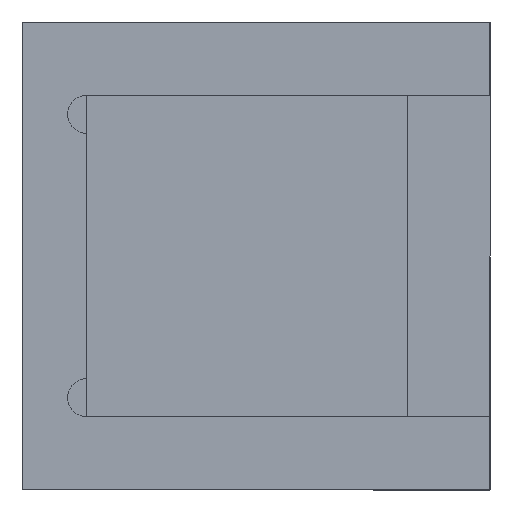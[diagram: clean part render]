
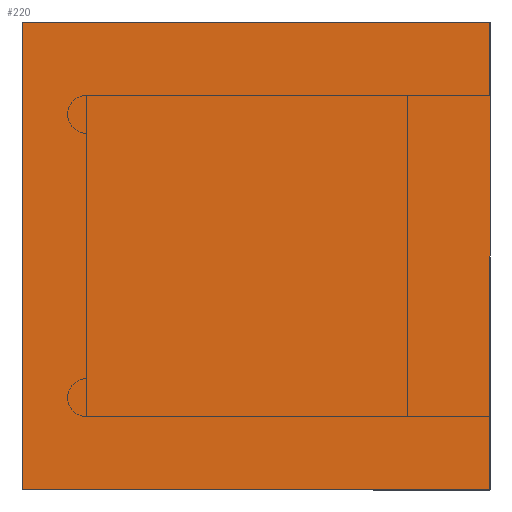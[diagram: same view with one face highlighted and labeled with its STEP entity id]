
A CAD part, left-side view. The second image highlights one B-rep face of the part: STEP entity #220.
In plain terms, the highlighted face is planar.
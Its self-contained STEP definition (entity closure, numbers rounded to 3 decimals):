
#19 = LINE ( 'NONE', #1713, #1722 ) ;
#40 = CARTESIAN_POINT ( 'NONE',  ( -18.5, 18.5, 0.2 ) ) ;
#86 = LINE ( 'NONE', #1388, #1324 ) ;
#198 = CARTESIAN_POINT ( 'NONE',  ( -18.5, -18.5, 0.2 ) ) ;
#220 = ADVANCED_FACE ( 'NONE', ( #393 ), #1963, .F. ) ;
#342 = DIRECTION ( 'NONE',  ( -1., 0., 0. ) ) ;
#393 = FACE_OUTER_BOUND ( 'NONE', #1643, .T. ) ;
#403 = EDGE_CURVE ( 'NONE', #663, #1076, #86, .T. ) ;
#488 = CARTESIAN_POINT ( 'NONE',  ( -18.5, 18.5, 0.2 ) ) ;
#533 = LINE ( 'NONE', #488, #1343 ) ;
#560 = DIRECTION ( 'NONE',  ( 1., 0., 0. ) ) ;
#620 = ORIENTED_EDGE ( 'NONE', *, *, #403, .T. ) ;
#651 = DIRECTION ( 'NONE',  ( -1., 0., 0. ) ) ;
#663 = VERTEX_POINT ( 'NONE', #1286 ) ;
#687 = ORIENTED_EDGE ( 'NONE', *, *, #705, .T. ) ;
#705 = EDGE_CURVE ( 'NONE', #1076, #1572, #533, .T. ) ;
#813 = DIRECTION ( 'NONE',  ( 0., 0., -1. ) ) ;
#897 = DIRECTION ( 'NONE',  ( 0., 1., 0. ) ) ;
#944 = ORIENTED_EDGE ( 'NONE', *, *, #1060, .T. ) ;
#976 = CARTESIAN_POINT ( 'NONE',  ( 18.5, 18.5, 0.2 ) ) ;
#1060 = EDGE_CURVE ( 'NONE', #2073, #663, #19, .T. ) ;
#1066 = CARTESIAN_POINT ( 'NONE',  ( 18.5, 18.5, 0.2 ) ) ;
#1076 = VERTEX_POINT ( 'NONE', #1066 ) ;
#1286 = CARTESIAN_POINT ( 'NONE',  ( 18.5, -18.5, 0.2 ) ) ;
#1324 = VECTOR ( 'NONE', #897, 1000. ) ;
#1330 = CARTESIAN_POINT ( 'NONE',  ( -18.5, -18.5, 0.2 ) ) ;
#1343 = VECTOR ( 'NONE', #651, 1000. ) ;
#1388 = CARTESIAN_POINT ( 'NONE',  ( 18.5, -18.5, 0.2 ) ) ;
#1498 = DIRECTION ( 'NONE',  ( 0., -1., 0. ) ) ;
#1538 = EDGE_CURVE ( 'NONE', #1572, #2073, #1929, .T. ) ;
#1572 = VERTEX_POINT ( 'NONE', #40 ) ;
#1643 = EDGE_LOOP ( 'NONE', ( #620, #687, #1885, #944 ) ) ;
#1713 = CARTESIAN_POINT ( 'NONE',  ( -18.5, -18.5, 0.2 ) ) ;
#1722 = VECTOR ( 'NONE', #560, 1000. ) ;
#1772 = VECTOR ( 'NONE', #1498, 1000. ) ;
#1877 = AXIS2_PLACEMENT_3D ( 'NONE', #976, #813, #342 ) ;
#1885 = ORIENTED_EDGE ( 'NONE', *, *, #1538, .T. ) ;
#1929 = LINE ( 'NONE', #198, #1772 ) ;
#1963 = PLANE ( 'NONE',  #1877 ) ;
#2073 = VERTEX_POINT ( 'NONE', #1330 ) ;
